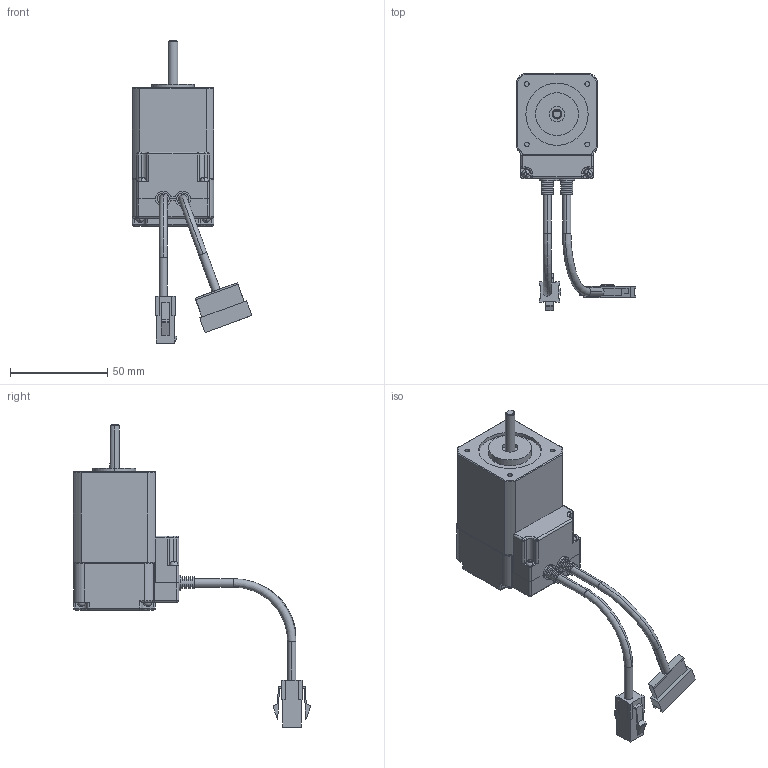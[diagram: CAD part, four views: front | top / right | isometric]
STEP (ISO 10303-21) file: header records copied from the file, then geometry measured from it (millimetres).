
FILE_DESCRIPTION (( 'STEP AP203' ), '1' );
FILE_NAME ('EzM-42L Assembly_091218.STEP', '2013-11-19T08:27:31', ( '' ), ( '' ), 'SwSTEP 2.0', 'SolidWorks 2012', '' );
FILE_SCHEMA (( 'CONFIG_CONTROL_DESIGN' ));
Length unit declared in the file: millimetre
Products named in the file (9): EzM-42L Assembly_091218; MainEzM-42L-assembly-1; Mainconnector_e-1-11; Maincable-1-8; MainM3-screw-1-7; MainEncoder_Mounting_Plate-1-8; MainEZSV_42_Encoder_Cover-1-3; MainEZSV_42_Cable_Cover-1-3; MainEzM-42L-1
Assembly tree (13 placements, depth 3):
  EzM-42L Assembly_091218
    MainEzM-42L-assembly-1
      MainEzM-42L-1
      MainEZSV_42_Cable_Cover-1-3
      MainEZSV_42_Encoder_Cover-1-3
      MainEncoder_Mounting_Plate-1-8
      MainM3-screw-1-7  x6
      Maincable-1-8
      Mainconnector_e-1-11
Bounding box: 61.49 x 121.64 x 155 mm (x, y, z)
Volume: 102700.7 mm3; surface area: 39441.4 mm2
Topology: 12 solids, 12 shells, 779 faces, 2056 edges, 1324 vertices
Faces by surface type: plane 433, cylinder 287, sphere 34, torus 12, bspline 10, cone 3
Entity records: 21813 total; most frequent: CARTESIAN_POINT 4043, DIRECTION 3635, ORIENTED_EDGE 3404, EDGE_CURVE 1702, AXIS2_PLACEMENT_3D 1314, VERTEX_POINT 1104, LINE 1007, VECTOR 1007
